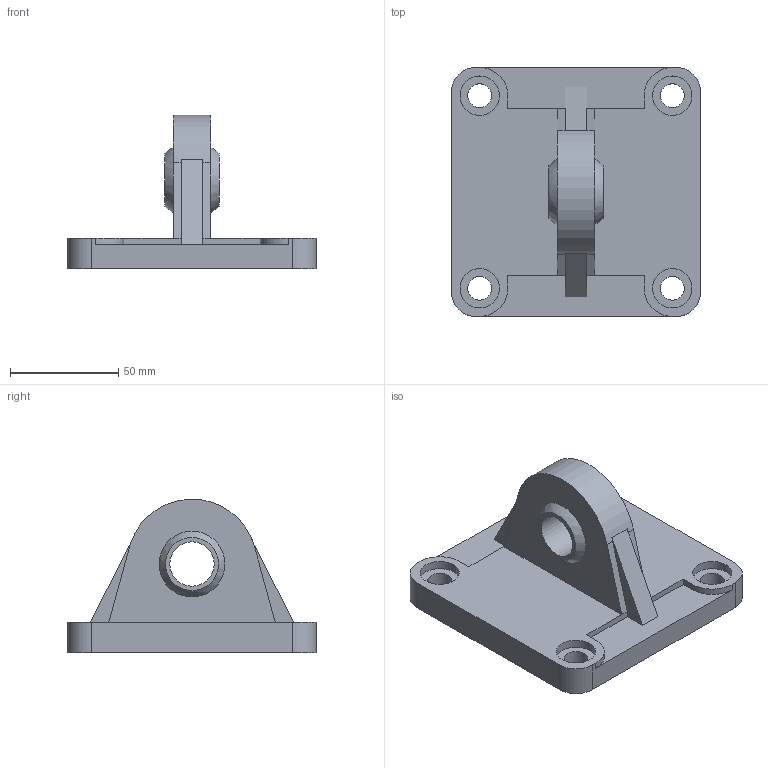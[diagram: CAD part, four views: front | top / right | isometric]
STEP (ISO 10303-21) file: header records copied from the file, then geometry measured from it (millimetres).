
FILE_DESCRIPTION(/* description */ (''),/* implementation_level */ '2;1');
FILE_NAME(/* name */ 'CAD_19731.stp',/* time_stamp */ '2017-10-27T14:41:00+02:00',/* author */ ('Hypex'),/* organization */ ('Hypex'),/* preprocessor_version */ 'ST-DEVELOPER v16.1',/* originating_system */ 'Autodesk Inventor 2016',/* authorisation */ '');
FILE_SCHEMA (('AUTOMOTIVE_DESIGN { 1 0 10303 214 3 1 1 }'));
Length unit declared in the file: millimetre
Products named in the file (1): CAD_19731
Bounding box: 115 x 115 x 70.95 mm (x, y, z)
Volume: 225245.7 mm3; surface area: 43869.1 mm2
Topology: 1 solids, 1 shells, 55 faces, 133 edges, 88 vertices
Faces by surface type: plane 35, cylinder 18, sphere 2
Full cylindrical faces by diameter (mm): 11 x4, 18.2 x4, 20.495 x1
Entity records: 1612 total; most frequent: DIRECTION 278, CARTESIAN_POINT 268, ORIENTED_EDGE 248, EDGE_CURVE 124, AXIS2_PLACEMENT_3D 98, VERTEX_POINT 88, EDGE_LOOP 82, LINE 82
